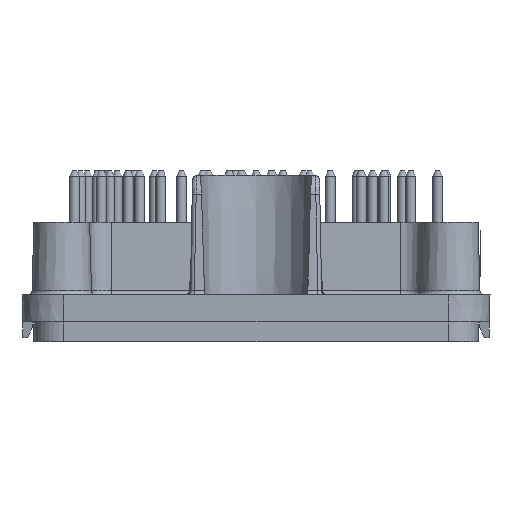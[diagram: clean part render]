
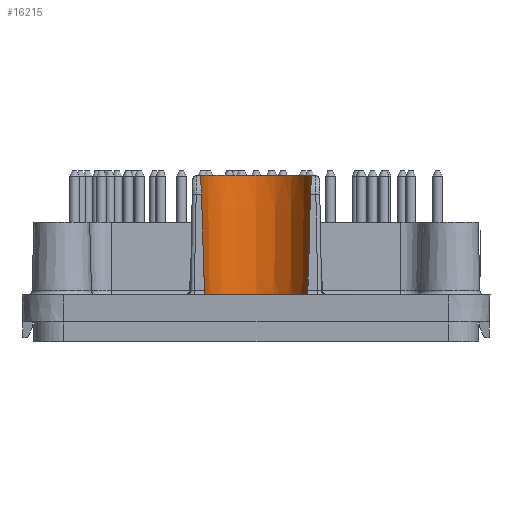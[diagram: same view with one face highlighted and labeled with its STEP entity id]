
A CAD part, left-side view. The second image highlights one B-rep face of the part: STEP entity #16215.
In plain terms, the highlighted conical face has half-angle 1 degrees and reference radius 5.538 mm.
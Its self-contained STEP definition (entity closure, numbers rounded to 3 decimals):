
#64=ELLIPSE('',#17055,126.261,6.231);
#65=ELLIPSE('',#17057,126.261,6.231);
#75=CONICAL_SURFACE('',#17053,5.538,0.017);
#488=B_SPLINE_CURVE_WITH_KNOTS('',3,(#22377,#22378,#22379,#22380),
 .UNSPECIFIED.,.F.,.F.,(4,4),(0.,0.001),
 .UNSPECIFIED.);
#489=B_SPLINE_CURVE_WITH_KNOTS('',3,(#22395,#22396,#22397,#22398),
 .UNSPECIFIED.,.F.,.F.,(4,4),(0.,0.001),.UNSPECIFIED.);
#490=B_SPLINE_CURVE_WITH_KNOTS('',3,(#22402,#22403,#22404,#22405,#22406),
 .UNSPECIFIED.,.F.,.F.,(4,1,4),(0.,0.002,
0.003),.UNSPECIFIED.);
#491=B_SPLINE_CURVE_WITH_KNOTS('',3,(#22410,#22411,#22412,#22413,#22414),
 .UNSPECIFIED.,.F.,.F.,(4,1,4),(0.,0.002,0.003),
 .UNSPECIFIED.);
#758=CIRCLE('',#17054,5.346);
#759=CIRCLE('',#17056,5.375);
#760=CIRCLE('',#17058,5.585);
#1377=ORIENTED_EDGE('',*,*,#4563,.T.);
#1378=ORIENTED_EDGE('',*,*,#4564,.T.);
#1379=ORIENTED_EDGE('',*,*,#4559,.T.);
#1380=ORIENTED_EDGE('',*,*,#4565,.T.);
#1381=ORIENTED_EDGE('',*,*,#4566,.T.);
#1382=ORIENTED_EDGE('',*,*,#4567,.T.);
#1383=ORIENTED_EDGE('',*,*,#4568,.T.);
#1384=ORIENTED_EDGE('',*,*,#4569,.T.);
#1385=ORIENTED_EDGE('',*,*,#4570,.T.);
#4559=EDGE_CURVE('',#6151,#6152,#488,.T.);
#4563=EDGE_CURVE('',#6155,#6155,#758,.F.);
#4564=EDGE_CURVE('',#6156,#6151,#64,.F.);
#4565=EDGE_CURVE('',#6152,#6157,#759,.T.);
#4566=EDGE_CURVE('',#6157,#6158,#489,.T.);
#4567=EDGE_CURVE('',#6158,#6159,#65,.F.);
#4568=EDGE_CURVE('',#6159,#6160,#490,.T.);
#4569=EDGE_CURVE('',#6160,#6161,#760,.F.);
#4570=EDGE_CURVE('',#6161,#6156,#491,.T.);
#6151=VERTEX_POINT('',#22381);
#6152=VERTEX_POINT('',#22382);
#6155=VERTEX_POINT('',#22390);
#6156=VERTEX_POINT('',#22392);
#6157=VERTEX_POINT('',#22394);
#6158=VERTEX_POINT('',#22399);
#6159=VERTEX_POINT('',#22401);
#6160=VERTEX_POINT('',#22407);
#6161=VERTEX_POINT('',#22409);
#8959=EDGE_LOOP('',(#1377));
#8960=EDGE_LOOP('',(#1378,#1379,#1380,#1381,#1382,#1383,#1384,#1385));
#10129=FACE_BOUND('',#8959,.T.);
#10130=FACE_BOUND('',#8960,.T.);
#16215=ADVANCED_FACE('',(#10129,#10130),#75,.F.);
#17053=AXIS2_PLACEMENT_3D('',#22388,#18306,#18307);
#17054=AXIS2_PLACEMENT_3D('',#22389,#18308,#18309);
#17055=AXIS2_PLACEMENT_3D('',#22391,#18310,#18311);
#17056=AXIS2_PLACEMENT_3D('',#22393,#18312,#18313);
#17057=AXIS2_PLACEMENT_3D('',#22400,#18314,#18315);
#17058=AXIS2_PLACEMENT_3D('',#22408,#18316,#18317);
#18306=DIRECTION('',(0.,0.,1.));
#18307=DIRECTION('',(-1.,0.,0.));
#18308=DIRECTION('',(0.,0.,1.));
#18309=DIRECTION('',(-1.,0.,0.));
#18310=DIRECTION('',(0.999,0.,-0.052));
#18311=DIRECTION('',(0.052,0.,0.999));
#18312=DIRECTION('',(0.,0.,1.));
#18313=DIRECTION('',(-1.,0.,0.));
#18314=DIRECTION('',(0.999,0.,-0.052));
#18315=DIRECTION('',(0.052,0.,0.999));
#18316=DIRECTION('',(0.,0.,-1.));
#18317=DIRECTION('',(1.,0.,0.));
#22377=CARTESIAN_POINT('',(-47.98,5.174,1.779));
#22378=CARTESIAN_POINT('',(-47.991,5.167,1.569));
#22379=CARTESIAN_POINT('',(-48.183,5.11,1.4));
#22380=CARTESIAN_POINT('',(-48.38,5.036,1.4));
#22381=CARTESIAN_POINT('',(-47.98,5.174,1.779));
#22382=CARTESIAN_POINT('',(-48.38,5.036,1.4));
#22388=CARTESIAN_POINT('',(-46.5,0.,10.697));
#22389=CARTESIAN_POINT('',(-46.5,0.,-0.3));
#22390=CARTESIAN_POINT('',(-51.846,0.,-0.3));
#22391=CARTESIAN_POINT('',(-44.299,0.,72.017));
#22392=CARTESIAN_POINT('',(-47.47,5.466,11.505));
#22393=CARTESIAN_POINT('',(-46.5,0.,1.4));
#22394=CARTESIAN_POINT('',(-48.38,-5.036,1.4));
#22395=CARTESIAN_POINT('',(-48.38,-5.036,1.4));
#22396=CARTESIAN_POINT('',(-48.182,-5.11,1.4));
#22397=CARTESIAN_POINT('',(-47.991,-5.167,1.569));
#22398=CARTESIAN_POINT('',(-47.98,-5.174,1.779));
#22399=CARTESIAN_POINT('',(-47.98,-5.174,1.779));
#22400=CARTESIAN_POINT('',(-44.299,0.,72.017));
#22401=CARTESIAN_POINT('',(-47.47,-5.466,11.505));
#22402=CARTESIAN_POINT('',(-47.47,-5.466,11.505));
#22403=CARTESIAN_POINT('',(-47.444,-5.48,12.016));
#22404=CARTESIAN_POINT('',(-46.988,-5.597,12.995));
#22405=CARTESIAN_POINT('',(-45.977,-5.584,13.4));
#22406=CARTESIAN_POINT('',(-45.473,-5.49,13.4));
#22407=CARTESIAN_POINT('',(-45.473,-5.49,13.4));
#22408=CARTESIAN_POINT('',(-46.5,0.,13.4));
#22409=CARTESIAN_POINT('',(-45.473,5.49,13.4));
#22410=CARTESIAN_POINT('',(-45.473,5.49,13.4));
#22411=CARTESIAN_POINT('',(-45.977,5.584,13.4));
#22412=CARTESIAN_POINT('',(-46.987,5.597,12.996));
#22413=CARTESIAN_POINT('',(-47.444,5.48,12.016));
#22414=CARTESIAN_POINT('',(-47.47,5.466,11.505));
